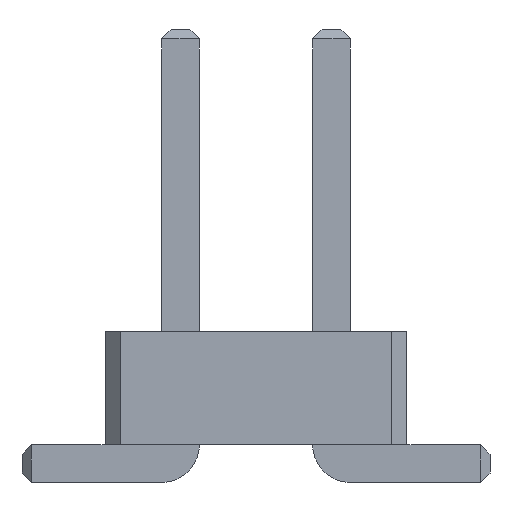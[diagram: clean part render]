
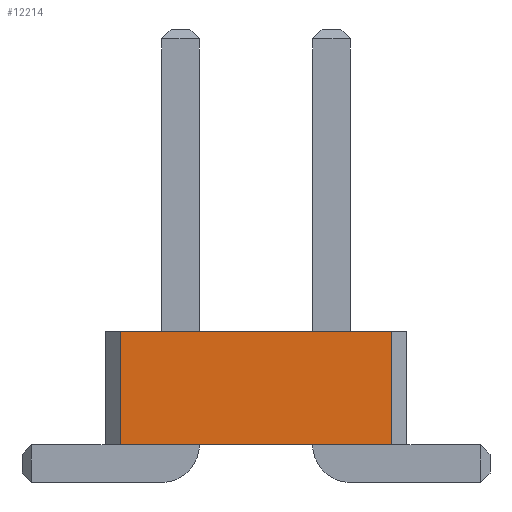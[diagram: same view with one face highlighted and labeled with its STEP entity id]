
A CAD part, front view. The second image highlights one B-rep face of the part: STEP entity #12214.
In plain terms, the highlighted planar face has unit normal (0, -1, 0).
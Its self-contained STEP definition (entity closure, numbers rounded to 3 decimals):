
#2222 = VERTEX_POINT('',#2223);
#2223 = CARTESIAN_POINT('',(1.8,-29.,0.5));
#2229 = EDGE_CURVE('',#2230,#2222,#2232,.T.);
#2230 = VERTEX_POINT('',#2231);
#2231 = CARTESIAN_POINT('',(-1.8,-29.,0.5));
#2232 = LINE('',#2233,#2234);
#2233 = CARTESIAN_POINT('',(-1.8,-29.,0.5));
#2234 = VECTOR('',#2235,1.);
#2235 = DIRECTION('',(1.,0.,0.));
#4998 = VERTEX_POINT('',#4999);
#4999 = CARTESIAN_POINT('',(1.8,-29.,2.));
#5005 = EDGE_CURVE('',#5006,#4998,#5008,.T.);
#5006 = VERTEX_POINT('',#5007);
#5007 = CARTESIAN_POINT('',(-1.8,-29.,2.));
#5008 = LINE('',#5009,#5010);
#5009 = CARTESIAN_POINT('',(-1.8,-29.,2.));
#5010 = VECTOR('',#5011,1.);
#5011 = DIRECTION('',(1.,0.,0.));
#12203 = EDGE_CURVE('',#2230,#5006,#12204,.T.);
#12204 = LINE('',#12205,#12206);
#12205 = CARTESIAN_POINT('',(-1.8,-29.,0.5));
#12206 = VECTOR('',#12207,1.);
#12207 = DIRECTION('',(0.,0.,1.));
#12214 = ADVANCED_FACE('',(#12215),#12226,.F.);
#12215 = FACE_BOUND('',#12216,.F.);
#12216 = EDGE_LOOP('',(#12217,#12218,#12219,#12225));
#12217 = ORIENTED_EDGE('',*,*,#12203,.T.);
#12218 = ORIENTED_EDGE('',*,*,#5005,.T.);
#12219 = ORIENTED_EDGE('',*,*,#12220,.F.);
#12220 = EDGE_CURVE('',#2222,#4998,#12221,.T.);
#12221 = LINE('',#12222,#12223);
#12222 = CARTESIAN_POINT('',(1.8,-29.,0.5));
#12223 = VECTOR('',#12224,1.);
#12224 = DIRECTION('',(0.,0.,1.));
#12225 = ORIENTED_EDGE('',*,*,#2229,.F.);
#12226 = PLANE('',#12227);
#12227 = AXIS2_PLACEMENT_3D('',#12228,#12229,#12230);
#12228 = CARTESIAN_POINT('',(-1.8,-29.,0.5));
#12229 = DIRECTION('',(0.,1.,0.));
#12230 = DIRECTION('',(1.,0.,0.));
